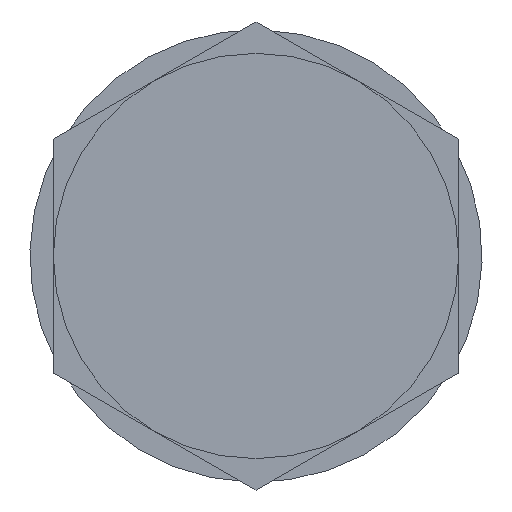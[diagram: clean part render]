
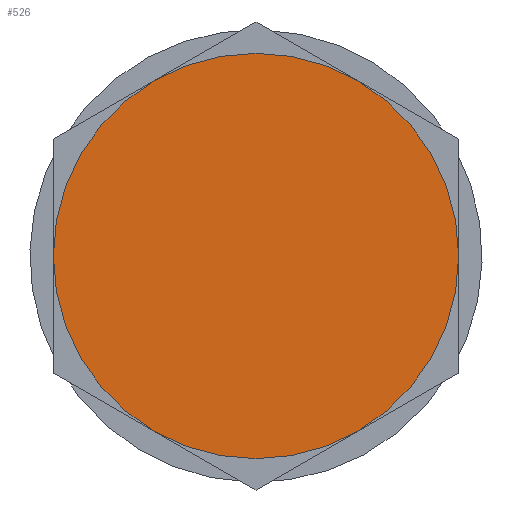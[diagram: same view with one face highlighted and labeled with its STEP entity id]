
A CAD part, left-side view. The second image highlights one B-rep face of the part: STEP entity #526.
In plain terms, the highlighted planar face has unit normal (-1, 0, 0).
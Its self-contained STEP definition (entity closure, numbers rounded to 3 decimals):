
#106=PLANE('',#599);
#149=FACE_OUTER_BOUND('',#193,.T.);
#193=EDGE_LOOP('',(#392));
#244=CIRCLE('',#592,34.5);
#268=VERTEX_POINT('',#824);
#315=EDGE_CURVE('',#268,#268,#244,.T.);
#392=ORIENTED_EDGE('',*,*,#315,.T.);
#526=ADVANCED_FACE('',(#149),#106,.T.);
#592=AXIS2_PLACEMENT_3D('',#825,#670,#671);
#599=AXIS2_PLACEMENT_3D('',#838,#684,#685);
#670=DIRECTION('center_axis',(-1.,0.,0.));
#671=DIRECTION('ref_axis',(0.,0.,1.));
#684=DIRECTION('center_axis',(-1.,0.,0.));
#685=DIRECTION('ref_axis',(0.,0.,1.));
#824=CARTESIAN_POINT('',(-27.5,0.,-34.5));
#825=CARTESIAN_POINT('Origin',(-27.5,0.,0.));
#838=CARTESIAN_POINT('Origin',(-27.5,0.,0.));
